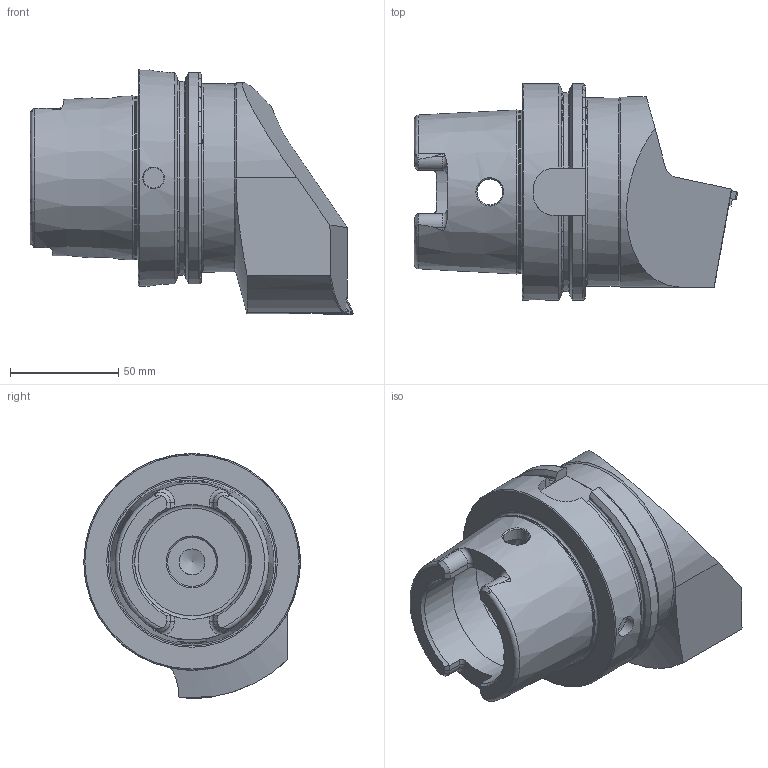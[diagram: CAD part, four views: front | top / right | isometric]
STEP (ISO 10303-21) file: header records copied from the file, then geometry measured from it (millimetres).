
FILE_DESCRIPTION (( 'STEP AP214' ), '1' );
FILE_NAME ('HA0.KGB.RGR.100.STEP', '2019-07-04T06:38:48', ( '' ), ( '' ), 'SwSTEP 2.0', 'SolidWorks 2017', '' );
FILE_SCHEMA (( 'AUTOMOTIVE_DESIGN' ));
Length unit declared in the file: millimetre
Products named in the file (7): HA0.KGB.RGR.100; WGB-ER2.102.003_A; KVT_MB_600_060; LT16ER; WGB-ER3.001.007_A; WGB-ER2.001.012_A; HA0-KGB.RGR.100_A_Fertigbearbeitung
Assembly tree (6 placements, depth 2):
  HA0.KGB.RGR.100
    HA0-KGB.RGR.100_A_Fertigbearbeitung
    WGB-ER2.102.003_A
    WGB-ER3.001.007_A
    LT16ER
    WGB-ER2.001.012_A
    KVT_MB_600_060
Bounding box: 149.31 x 100 x 113 mm (x, y, z)
Volume: 546547.6 mm3; surface area: 68849.7 mm2
Topology: 7 solids, 7 shells, 277 faces, 702 edges, 441 vertices
Faces by surface type: plane 111, cylinder 82, cone 50, torus 28, bspline 5, sphere 1
Full cylindrical faces by diameter (mm): 2.578 x2, 2.775 x1, 3 x1, 3.175 x1, 4 x1, 4.025 x1, 5 x3, 5.5 x2, 6 x3, 10 x1, 12 x3, 22.5 x1, 26 x1, 53 x2, 63 x1, 75.265 x1, 87 x1, 100 x1
Entity records: 10793 total; most frequent: CARTESIAN_POINT 3391, DIRECTION 1249, ORIENTED_EDGE 1214, EDGE_CURVE 607, AXIS2_PLACEMENT_3D 490, VERTEX_POINT 417, EDGE_LOOP 360, FACE_OUTER_BOUND 315
